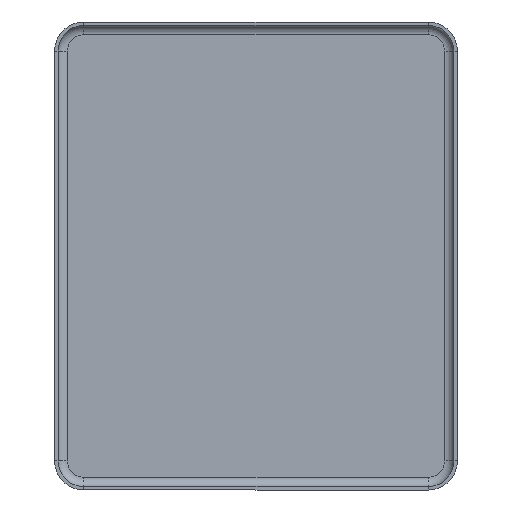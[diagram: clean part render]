
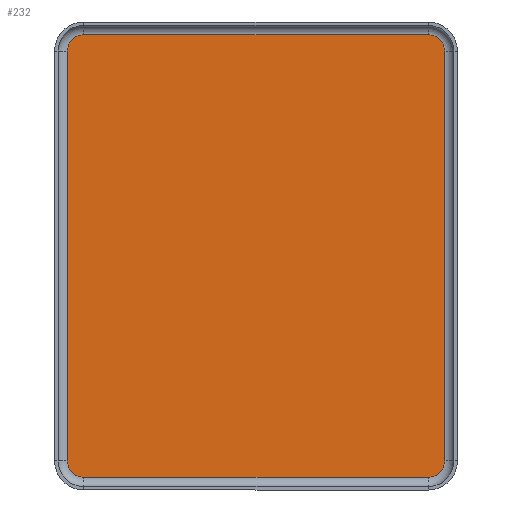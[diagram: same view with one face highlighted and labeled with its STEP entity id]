
A CAD part, front view. The second image highlights one B-rep face of the part: STEP entity #232.
In plain terms, the highlighted planar face has unit normal (0, -1, 0).
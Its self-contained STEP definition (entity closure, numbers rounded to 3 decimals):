
#10 = CARTESIAN_POINT ( 'NONE',  ( -14.8, -0.3, -19. ) ) ;
#20 = AXIS2_PLACEMENT_3D ( 'NONE', #468, #639, #386 ) ;
#25 = ORIENTED_EDGE ( 'NONE', *, *, #1058, .F. ) ;
#45 = DIRECTION ( 'NONE',  ( 0., 0., -1. ) ) ;
#50 = VERTEX_POINT ( 'NONE', #726 ) ;
#67 = CIRCLE ( 'NONE', #20, 1.4 ) ;
#70 = AXIS2_PLACEMENT_3D ( 'NONE', #516, #1059, #983 ) ;
#101 = DIRECTION ( 'NONE',  ( 0., 1., 0. ) ) ;
#114 = DIRECTION ( 'NONE',  ( 0., 0., 1. ) ) ;
#119 = LINE ( 'NONE', #1041, #329 ) ;
#123 = VECTOR ( 'NONE', #366, 1000. ) ;
#128 = CIRCLE ( 'NONE', #771, 1.4 ) ;
#165 = VERTEX_POINT ( 'NONE', #761 ) ;
#168 = CARTESIAN_POINT ( 'NONE',  ( -16.2, -0.3, -17.6 ) ) ;
#191 = DIRECTION ( 'NONE',  ( 0., 0., 1. ) ) ;
#220 = AXIS2_PLACEMENT_3D ( 'NONE', #1085, #1071, #436 ) ;
#232 = ADVANCED_FACE ( 'NONE', ( #234 ), #1129, .T. ) ;
#234 = FACE_OUTER_BOUND ( 'NONE', #832, .T. ) ;
#261 = ORIENTED_EDGE ( 'NONE', *, *, #1175, .F. ) ;
#305 = CIRCLE ( 'NONE', #220, 1.4 ) ;
#307 = VERTEX_POINT ( 'NONE', #684 ) ;
#310 = VECTOR ( 'NONE', #923, 1000. ) ;
#320 = VERTEX_POINT ( 'NONE', #168 ) ;
#322 = ORIENTED_EDGE ( 'NONE', *, *, #339, .F. ) ;
#329 = VECTOR ( 'NONE', #592, 1000. ) ;
#339 = EDGE_CURVE ( 'NONE', #523, #755, #764, .T. ) ;
#358 = EDGE_CURVE ( 'NONE', #614, #307, #305, .T. ) ;
#359 = CARTESIAN_POINT ( 'NONE',  ( -14.8, -0.3, 19. ) ) ;
#366 = DIRECTION ( 'NONE',  ( 1., 0., 0. ) ) ;
#376 = CARTESIAN_POINT ( 'NONE',  ( -16.2, -0.3, -17.6 ) ) ;
#386 = DIRECTION ( 'NONE',  ( 0., 0., 1. ) ) ;
#419 = LINE ( 'NONE', #376, #762 ) ;
#436 = DIRECTION ( 'NONE',  ( 0., 0., 1. ) ) ;
#461 = EDGE_CURVE ( 'NONE', #320, #614, #419, .T. ) ;
#468 = CARTESIAN_POINT ( 'NONE',  ( -14.8, -0.3, -17.6 ) ) ;
#516 = CARTESIAN_POINT ( 'NONE',  ( 14.8, -0.3, -17.6 ) ) ;
#523 = VERTEX_POINT ( 'NONE', #716 ) ;
#526 = LINE ( 'NONE', #929, #310 ) ;
#570 = CARTESIAN_POINT ( 'NONE',  ( 14.8, -0.3, 17.6 ) ) ;
#588 = VERTEX_POINT ( 'NONE', #10 ) ;
#592 = DIRECTION ( 'NONE',  ( -1., 0., 0. ) ) ;
#614 = VERTEX_POINT ( 'NONE', #1084 ) ;
#639 = DIRECTION ( 'NONE',  ( 0., 1., 0. ) ) ;
#681 = EDGE_CURVE ( 'NONE', #307, #165, #1158, .T. ) ;
#684 = CARTESIAN_POINT ( 'NONE',  ( -14.8, -0.3, 19. ) ) ;
#695 = ORIENTED_EDGE ( 'NONE', *, *, #358, .F. ) ;
#709 = CARTESIAN_POINT ( 'NONE',  ( 14.8, -0.3, 17.6 ) ) ;
#716 = CARTESIAN_POINT ( 'NONE',  ( 16.2, -0.3, -17.6 ) ) ;
#726 = CARTESIAN_POINT ( 'NONE',  ( 16.2, -0.3, 17.6 ) ) ;
#755 = VERTEX_POINT ( 'NONE', #870 ) ;
#761 = CARTESIAN_POINT ( 'NONE',  ( 14.8, -0.3, 19. ) ) ;
#762 = VECTOR ( 'NONE', #114, 1000. ) ;
#764 = CIRCLE ( 'NONE', #70, 1.4 ) ;
#768 = ORIENTED_EDGE ( 'NONE', *, *, #461, .F. ) ;
#771 = AXIS2_PLACEMENT_3D ( 'NONE', #709, #101, #191 ) ;
#811 = EDGE_CURVE ( 'NONE', #755, #588, #119, .T. ) ;
#832 = EDGE_LOOP ( 'NONE', ( #25, #993, #695, #768, #261, #1147, #322, #1009 ) ) ;
#870 = CARTESIAN_POINT ( 'NONE',  ( 14.8, -0.3, -19. ) ) ;
#923 = DIRECTION ( 'NONE',  ( 0., 0., -1. ) ) ;
#929 = CARTESIAN_POINT ( 'NONE',  ( 16.2, -0.3, 17.6 ) ) ;
#941 = DIRECTION ( 'NONE',  ( 0., -1., 0. ) ) ;
#983 = DIRECTION ( 'NONE',  ( 0., 0., 1. ) ) ;
#992 = AXIS2_PLACEMENT_3D ( 'NONE', #570, #941, #45 ) ;
#993 = ORIENTED_EDGE ( 'NONE', *, *, #681, .F. ) ;
#1009 = ORIENTED_EDGE ( 'NONE', *, *, #1120, .F. ) ;
#1041 = CARTESIAN_POINT ( 'NONE',  ( 14.8, -0.3, -19. ) ) ;
#1058 = EDGE_CURVE ( 'NONE', #165, #50, #128, .T. ) ;
#1059 = DIRECTION ( 'NONE',  ( 0., 1., 0. ) ) ;
#1071 = DIRECTION ( 'NONE',  ( 0., 1., 0. ) ) ;
#1084 = CARTESIAN_POINT ( 'NONE',  ( -16.2, -0.3, 17.6 ) ) ;
#1085 = CARTESIAN_POINT ( 'NONE',  ( -14.8, -0.3, 17.6 ) ) ;
#1120 = EDGE_CURVE ( 'NONE', #50, #523, #526, .T. ) ;
#1129 = PLANE ( 'NONE',  #992 ) ;
#1147 = ORIENTED_EDGE ( 'NONE', *, *, #811, .F. ) ;
#1158 = LINE ( 'NONE', #359, #123 ) ;
#1175 = EDGE_CURVE ( 'NONE', #588, #320, #67, .T. ) ;
